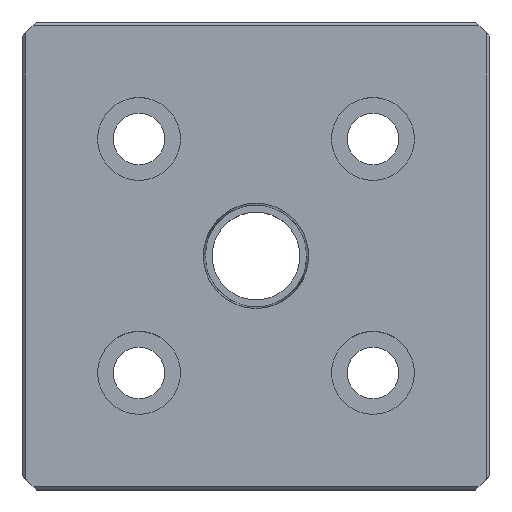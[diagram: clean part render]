
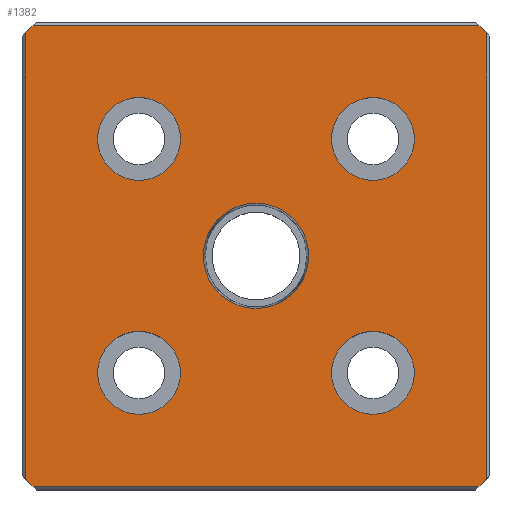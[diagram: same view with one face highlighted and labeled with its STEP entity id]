
A CAD part, top view. The second image highlights one B-rep face of the part: STEP entity #1382.
In plain terms, the highlighted planar face has unit normal (0, 0, 1).
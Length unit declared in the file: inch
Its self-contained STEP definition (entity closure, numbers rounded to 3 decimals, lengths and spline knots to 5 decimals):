
#234=CARTESIAN_POINT('',(0.48435,0.75,0.75));
#235=VERTEX_POINT('',#234);
#244=CARTESIAN_POINT('',(1.01565,0.75,0.75));
#245=VERTEX_POINT('',#244);
#246=CARTESIAN_POINT('',(0.75,0.75,0.75));
#247=DIRECTION('',(0.0,0.0,-1.0));
#248=DIRECTION('',(-1.0,0.0,0.0));
#249=AXIS2_PLACEMENT_3D('',#246,#247,#248);
#250=CIRCLE('',#249,0.26565);
#251=EDGE_CURVE('',#245,#235,#250,.T.);
#318=CARTESIAN_POINT('',(0.48435,-0.75,0.75));
#319=VERTEX_POINT('',#318);
#328=CARTESIAN_POINT('',(1.01565,-0.75,0.75));
#329=VERTEX_POINT('',#328);
#330=CARTESIAN_POINT('',(0.75,-0.75,0.75));
#331=DIRECTION('',(0.0,0.0,-1.0));
#332=DIRECTION('',(-1.0,0.0,0.0));
#333=AXIS2_PLACEMENT_3D('',#330,#331,#332);
#334=CIRCLE('',#333,0.26565);
#335=EDGE_CURVE('',#329,#319,#334,.T.);
#402=CARTESIAN_POINT('',(1.98435,0.75,0.75));
#403=VERTEX_POINT('',#402);
#412=CARTESIAN_POINT('',(2.51565,0.75,0.75));
#413=VERTEX_POINT('',#412);
#414=CARTESIAN_POINT('',(2.25,0.75,0.75));
#415=DIRECTION('',(0.0,0.0,-1.0));
#416=DIRECTION('',(-1.0,0.0,0.0));
#417=AXIS2_PLACEMENT_3D('',#414,#415,#416);
#418=CIRCLE('',#417,0.26565);
#419=EDGE_CURVE('',#413,#403,#418,.T.);
#486=CARTESIAN_POINT('',(1.98435,-0.75,0.75));
#487=VERTEX_POINT('',#486);
#496=CARTESIAN_POINT('',(2.51565,-0.75,0.75));
#497=VERTEX_POINT('',#496);
#498=CARTESIAN_POINT('',(2.25,-0.75,0.75));
#499=DIRECTION('',(0.0,0.0,-1.0));
#500=DIRECTION('',(-1.0,0.0,0.0));
#501=AXIS2_PLACEMENT_3D('',#498,#499,#500);
#502=CIRCLE('',#501,0.26565);
#503=EDGE_CURVE('',#497,#487,#502,.T.);
#528=CARTESIAN_POINT('',(1.8375,0.0,0.75));
#529=VERTEX_POINT('',#528);
#538=CARTESIAN_POINT('',(1.1625,0.,0.75));
#539=VERTEX_POINT('',#538);
#540=CARTESIAN_POINT('',(1.5,0.0,0.75));
#541=DIRECTION('',(0.0,0.0,-1.0));
#542=DIRECTION('',(1.0,0.0,0.0));
#543=AXIS2_PLACEMENT_3D('',#540,#541,#542);
#544=CIRCLE('',#543,0.3375);
#545=EDGE_CURVE('',#539,#529,#544,.T.);
#727=CARTESIAN_POINT('',(1.5,0.0,0.75));
#728=DIRECTION('',(0.0,0.0,-1.0));
#729=DIRECTION('',(1.0,0.0,0.0));
#730=AXIS2_PLACEMENT_3D('',#727,#728,#729);
#731=CIRCLE('',#730,0.3375);
#732=EDGE_CURVE('',#529,#539,#731,.T.);
#756=CARTESIAN_POINT('',(2.93,-1.48,0.75));
#757=VERTEX_POINT('',#756);
#806=CARTESIAN_POINT('',(2.98,-1.43,0.75));
#807=VERTEX_POINT('',#806);
#814=CARTESIAN_POINT('',(2.98,-1.43,0.75));
#815=DIRECTION('',(-0.707,-0.707,0.0));
#816=VECTOR('',#815,0.07071);
#817=LINE('',#814,#816);
#818=EDGE_CURVE('',#807,#757,#817,.T.);
#984=CARTESIAN_POINT('',(0.07,-1.48,0.75));
#985=VERTEX_POINT('',#984);
#986=CARTESIAN_POINT('',(2.93,-1.48,0.75));
#987=DIRECTION('',(-1.0,0.0,0.0));
#988=VECTOR('',#987,2.86);
#989=LINE('',#986,#988);
#990=EDGE_CURVE('',#757,#985,#989,.T.);
#1007=CARTESIAN_POINT('',(2.98,1.43,0.75));
#1008=VERTEX_POINT('',#1007);
#1048=CARTESIAN_POINT('',(2.93,1.48,0.75));
#1049=VERTEX_POINT('',#1048);
#1056=CARTESIAN_POINT('',(2.93,1.48,0.75));
#1057=DIRECTION('',(0.707,-0.707,0.0));
#1058=VECTOR('',#1057,0.07071);
#1059=LINE('',#1056,#1058);
#1060=EDGE_CURVE('',#1049,#1008,#1059,.T.);
#1079=CARTESIAN_POINT('',(0.07,1.48,0.75));
#1080=VERTEX_POINT('',#1079);
#1087=CARTESIAN_POINT('',(0.07,1.48,0.75));
#1088=DIRECTION('',(1.0,0.0,0.0));
#1089=VECTOR('',#1088,2.86);
#1090=LINE('',#1087,#1089);
#1091=EDGE_CURVE('',#1080,#1049,#1090,.T.);
#1162=CARTESIAN_POINT('',(0.02,1.43,0.75));
#1163=VERTEX_POINT('',#1162);
#1170=CARTESIAN_POINT('',(0.02,1.43,0.75));
#1171=DIRECTION('',(0.707,0.707,0.0));
#1172=VECTOR('',#1171,0.07071);
#1173=LINE('',#1170,#1172);
#1174=EDGE_CURVE('',#1163,#1080,#1173,.T.);
#1193=CARTESIAN_POINT('',(0.02,-1.43,0.75));
#1194=VERTEX_POINT('',#1193);
#1201=CARTESIAN_POINT('',(0.02,-1.43,0.75));
#1202=DIRECTION('',(0.0,1.0,0.0));
#1203=VECTOR('',#1202,2.86);
#1204=LINE('',#1201,#1203);
#1205=EDGE_CURVE('',#1194,#1163,#1204,.T.);
#1263=CARTESIAN_POINT('',(0.07,-1.48,0.75));
#1264=DIRECTION('',(-0.707,0.707,0.0));
#1265=VECTOR('',#1264,0.07071);
#1266=LINE('',#1263,#1265);
#1267=EDGE_CURVE('',#985,#1194,#1266,.T.);
#1314=CARTESIAN_POINT('',(2.98,1.43,0.75));
#1315=DIRECTION('',(0.0,-1.0,0.0));
#1316=VECTOR('',#1315,2.86);
#1317=LINE('',#1314,#1316);
#1318=EDGE_CURVE('',#1008,#807,#1317,.T.);
#1323=CARTESIAN_POINT('',(3.0,1.5,0.75));
#1324=DIRECTION('',(0.0,0.0,-1.0));
#1325=DIRECTION('',(-1.0,0.0,0.0));
#1326=AXIS2_PLACEMENT_3D('',#1323,#1324,#1325);
#1327=PLANE('',#1326);
#1328=ORIENTED_EDGE('',*,*,#818,.F.);
#1329=ORIENTED_EDGE('',*,*,#1318,.F.);
#1330=ORIENTED_EDGE('',*,*,#1060,.F.);
#1331=ORIENTED_EDGE('',*,*,#1091,.F.);
#1332=ORIENTED_EDGE('',*,*,#1174,.F.);
#1333=ORIENTED_EDGE('',*,*,#1205,.F.);
#1334=ORIENTED_EDGE('',*,*,#1267,.F.);
#1335=ORIENTED_EDGE('',*,*,#990,.F.);
#1336=EDGE_LOOP('',(#1328,#1329,#1330,#1331,#1332,#1333,#1334,#1335));
#1337=FACE_OUTER_BOUND('',#1336,.T.);
#1338=ORIENTED_EDGE('',*,*,#732,.T.);
#1339=ORIENTED_EDGE('',*,*,#545,.T.);
#1340=EDGE_LOOP('',(#1338,#1339));
#1341=FACE_BOUND('',#1340,.T.);
#1342=CARTESIAN_POINT('',(0.75,0.75,0.75));
#1343=DIRECTION('',(0.0,0.0,-1.0));
#1344=DIRECTION('',(-1.0,0.0,0.0));
#1345=AXIS2_PLACEMENT_3D('',#1342,#1343,#1344);
#1346=CIRCLE('',#1345,0.26565);
#1347=EDGE_CURVE('',#235,#245,#1346,.T.);
#1348=ORIENTED_EDGE('',*,*,#1347,.T.);
#1349=ORIENTED_EDGE('',*,*,#251,.T.);
#1350=EDGE_LOOP('',(#1348,#1349));
#1351=FACE_BOUND('',#1350,.T.);
#1352=CARTESIAN_POINT('',(0.75,-0.75,0.75));
#1353=DIRECTION('',(0.0,0.0,-1.0));
#1354=DIRECTION('',(-1.0,0.0,0.0));
#1355=AXIS2_PLACEMENT_3D('',#1352,#1353,#1354);
#1356=CIRCLE('',#1355,0.26565);
#1357=EDGE_CURVE('',#319,#329,#1356,.T.);
#1358=ORIENTED_EDGE('',*,*,#1357,.T.);
#1359=ORIENTED_EDGE('',*,*,#335,.T.);
#1360=EDGE_LOOP('',(#1358,#1359));
#1361=FACE_BOUND('',#1360,.T.);
#1362=CARTESIAN_POINT('',(2.25,0.75,0.75));
#1363=DIRECTION('',(0.0,0.0,-1.0));
#1364=DIRECTION('',(-1.0,0.0,0.0));
#1365=AXIS2_PLACEMENT_3D('',#1362,#1363,#1364);
#1366=CIRCLE('',#1365,0.26565);
#1367=EDGE_CURVE('',#403,#413,#1366,.T.);
#1368=ORIENTED_EDGE('',*,*,#1367,.T.);
#1369=ORIENTED_EDGE('',*,*,#419,.T.);
#1370=EDGE_LOOP('',(#1368,#1369));
#1371=FACE_BOUND('',#1370,.T.);
#1372=CARTESIAN_POINT('',(2.25,-0.75,0.75));
#1373=DIRECTION('',(0.0,0.0,-1.0));
#1374=DIRECTION('',(-1.0,0.0,0.0));
#1375=AXIS2_PLACEMENT_3D('',#1372,#1373,#1374);
#1376=CIRCLE('',#1375,0.26565);
#1377=EDGE_CURVE('',#487,#497,#1376,.T.);
#1378=ORIENTED_EDGE('',*,*,#1377,.T.);
#1379=ORIENTED_EDGE('',*,*,#503,.T.);
#1380=EDGE_LOOP('',(#1378,#1379));
#1381=FACE_BOUND('',#1380,.T.);
#1382=ADVANCED_FACE('',(#1337,#1341,#1351,#1361,#1371,#1381),#1327,.F.);
